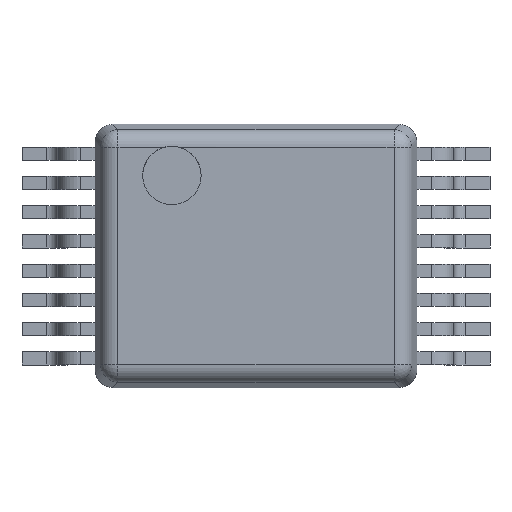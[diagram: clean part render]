
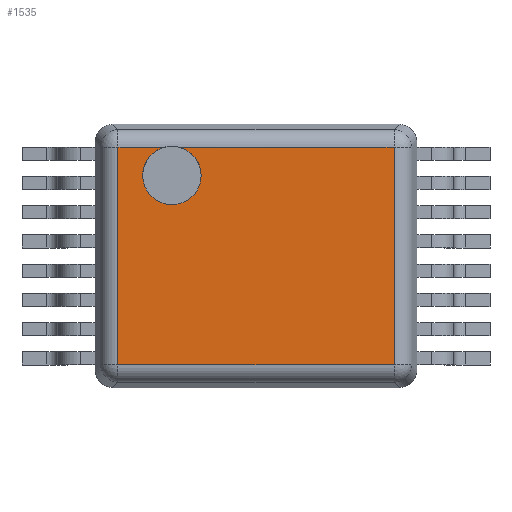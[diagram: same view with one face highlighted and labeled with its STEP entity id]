
A CAD part, top view. The second image highlights one B-rep face of the part: STEP entity #1535.
In plain terms, the highlighted face is planar.
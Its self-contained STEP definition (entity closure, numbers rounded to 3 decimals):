
#654=DIRECTION('',(0.,0.,1.));
#655=VECTOR('',#654,2.975);
#656=CARTESIAN_POINT('',(-1.888,0.45,-1.488));
#657=LINE('',#656,#655);
#661=DIRECTION('',(-1.,0.,0.));
#662=VECTOR('',#661,0.639);
#663=CARTESIAN_POINT('',(-1.249,0.45,-1.488));
#664=LINE('',#663,#662);
#668=CARTESIAN_POINT('',(-1.15,0.45,-1.1));
#669=DIRECTION('',(0.,-1.,0.));
#670=DIRECTION('',(-1.,0.,0.));
#671=AXIS2_PLACEMENT_3D('',#668,#669,#670);
#676=CARTESIAN_POINT('',(-1.15,0.45,-1.1));
#677=DIRECTION('',(0.,-1.,0.));
#678=DIRECTION('',(1.,0.,0.));
#679=AXIS2_PLACEMENT_3D('',#676,#677,#678);
#684=CARTESIAN_POINT('',(-1.15,0.45,-1.1));
#685=DIRECTION('',(0.,-1.,0.));
#686=DIRECTION('',(0.247,0.,-0.969));
#687=AXIS2_PLACEMENT_3D('',#684,#685,#686);
#692=DIRECTION('',(-1.,0.,0.));
#693=VECTOR('',#692,2.939);
#694=CARTESIAN_POINT('',(1.888,0.45,-1.488));
#695=LINE('',#694,#693);
#699=DIRECTION('',(0.,0.,-1.));
#700=VECTOR('',#699,2.975);
#701=CARTESIAN_POINT('',(1.888,0.45,1.488));
#702=LINE('',#701,#700);
#706=DIRECTION('',(1.,0.,0.));
#707=VECTOR('',#706,3.775);
#708=CARTESIAN_POINT('',(-1.888,0.45,1.488));
#709=LINE('',#708,#707);
#873=CARTESIAN_POINT('',(-0.75,0.45,-1.1));
#874=CARTESIAN_POINT('',(-1.55,0.45,-1.1));
#875=VERTEX_POINT('',#873);
#876=VERTEX_POINT('',#874);
#889=CARTESIAN_POINT('',(-1.888,0.45,-1.488));
#890=CARTESIAN_POINT('',(-1.888,0.45,1.488));
#891=VERTEX_POINT('',#889);
#892=VERTEX_POINT('',#890);
#897=CARTESIAN_POINT('',(1.888,0.45,1.488));
#898=CARTESIAN_POINT('',(1.888,0.45,-1.488));
#899=VERTEX_POINT('',#897);
#900=VERTEX_POINT('',#898);
#920=CARTESIAN_POINT('',(-1.051,0.45,-1.488));
#921=VERTEX_POINT('',#920);
#979=CARTESIAN_POINT('',(-1.249,0.45,-1.488));
#980=VERTEX_POINT('',#979);
#1519=CARTESIAN_POINT('',(0.,0.45,0.));
#1520=DIRECTION('',(0.,1.,0.));
#1521=DIRECTION('',(1.,0.,0.));
#1522=AXIS2_PLACEMENT_3D('',#1519,#1520,#1521);
#1523=PLANE('',#1522);
#1524=ORIENTED_EDGE('',*,*,#1420,.F.);
#1525=ORIENTED_EDGE('',*,*,#1489,.F.);
#1526=ORIENTED_EDGE('',*,*,#1505,.F.);
#1528=ORIENTED_EDGE('',*,*,#1527,.F.);
#1529=ORIENTED_EDGE('',*,*,#1508,.F.);
#1530=ORIENTED_EDGE('',*,*,#1495,.F.);
#1531=ORIENTED_EDGE('',*,*,#1329,.F.);
#1532=ORIENTED_EDGE('',*,*,#1358,.F.);
#1533=EDGE_LOOP('',(#1524,#1525,#1526,#1528,#1529,#1530,#1531,#1532));
#1534=FACE_OUTER_BOUND('',#1533,.F.);
#672=CIRCLE('',#671,0.4);
#680=CIRCLE('',#679,0.4);
#688=CIRCLE('',#687,0.4);
#1329=EDGE_CURVE('',#899,#900,#702,.T.);
#1358=EDGE_CURVE('',#892,#899,#709,.T.);
#1420=EDGE_CURVE('',#891,#892,#657,.T.);
#1489=EDGE_CURVE('',#980,#891,#664,.T.);
#1495=EDGE_CURVE('',#900,#921,#695,.T.);
#1505=EDGE_CURVE('',#876,#980,#672,.T.);
#1508=EDGE_CURVE('',#921,#875,#688,.T.);
#1527=EDGE_CURVE('',#875,#876,#680,.T.);
#1535=ADVANCED_FACE('',(#1534),#1523,.T.);
